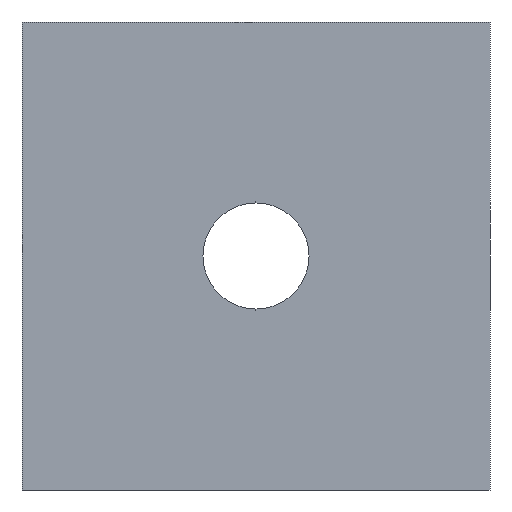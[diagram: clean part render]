
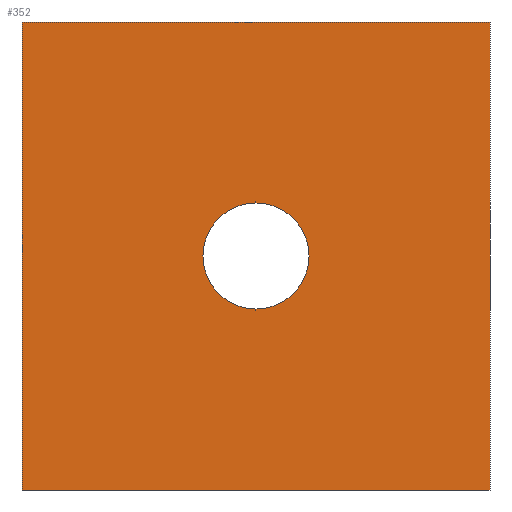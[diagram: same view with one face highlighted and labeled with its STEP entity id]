
A CAD part, left-side view. The second image highlights one B-rep face of the part: STEP entity #352.
In plain terms, the highlighted planar face has unit normal (-1, 0, 0).
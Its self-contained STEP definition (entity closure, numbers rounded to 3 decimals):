
#4 = LINE ( 'NONE', #247, #305 ) ;
#13 = CARTESIAN_POINT ( 'NONE',  ( 0., 0., -15. ) ) ;
#14 = VECTOR ( 'NONE', #102, 1000. ) ;
#17 = VERTEX_POINT ( 'NONE', #339 ) ;
#27 = CARTESIAN_POINT ( 'NONE',  ( 0., 30., -15. ) ) ;
#31 = CARTESIAN_POINT ( 'NONE',  ( 0., 0., 15. ) ) ;
#39 = LINE ( 'NONE', #190, #14 ) ;
#42 = CARTESIAN_POINT ( 'NONE',  ( 0., 15., 3.4 ) ) ;
#44 = DIRECTION ( 'NONE',  ( 0., 0., 1. ) ) ;
#77 = DIRECTION ( 'NONE',  ( 0., -1., 0. ) ) ;
#78 = CARTESIAN_POINT ( 'NONE',  ( 0., 15., 0. ) ) ;
#88 = CARTESIAN_POINT ( 'NONE',  ( 0., 15., 0. ) ) ;
#99 = CARTESIAN_POINT ( 'NONE',  ( 0., 0., 15. ) ) ;
#102 = DIRECTION ( 'NONE',  ( 0., 0., -1. ) ) ;
#103 = ORIENTED_EDGE ( 'NONE', *, *, #294, .F. ) ;
#109 = DIRECTION ( 'NONE',  ( -1., 0., 0. ) ) ;
#113 = DIRECTION ( 'NONE',  ( 0., 0., -1. ) ) ;
#117 = VERTEX_POINT ( 'NONE', #31 ) ;
#129 = LINE ( 'NONE', #99, #184 ) ;
#132 = VERTEX_POINT ( 'NONE', #27 ) ;
#134 = AXIS2_PLACEMENT_3D ( 'NONE', #88, #168, #113 ) ;
#136 = EDGE_LOOP ( 'NONE', ( #308, #293, #103, #359 ) ) ;
#153 = AXIS2_PLACEMENT_3D ( 'NONE', #296, #179, #373 ) ;
#159 = CARTESIAN_POINT ( 'NONE',  ( 0., 0., -15. ) ) ;
#166 = VERTEX_POINT ( 'NONE', #42 ) ;
#168 = DIRECTION ( 'NONE',  ( -1., 0., 0. ) ) ;
#171 = CIRCLE ( 'NONE', #134, 3.4 ) ;
#177 = VERTEX_POINT ( 'NONE', #159 ) ;
#179 = DIRECTION ( 'NONE',  ( 1., 0., 0. ) ) ;
#184 = VECTOR ( 'NONE', #77, 1000. ) ;
#189 = EDGE_CURVE ( 'NONE', #341, #117, #129, .T. ) ;
#190 = CARTESIAN_POINT ( 'NONE',  ( 0., 0., 15. ) ) ;
#222 = CIRCLE ( 'NONE', #342, 3.4 ) ;
#235 = ORIENTED_EDGE ( 'NONE', *, *, #389, .F. ) ;
#236 = DIRECTION ( 'NONE',  ( 0., 0., -1. ) ) ;
#239 = EDGE_CURVE ( 'NONE', #177, #132, #256, .T. ) ;
#247 = CARTESIAN_POINT ( 'NONE',  ( 0., 30., 15. ) ) ;
#254 = EDGE_CURVE ( 'NONE', #117, #177, #39, .T. ) ;
#256 = LINE ( 'NONE', #13, #258 ) ;
#258 = VECTOR ( 'NONE', #320, 1000. ) ;
#293 = ORIENTED_EDGE ( 'NONE', *, *, #189, .F. ) ;
#294 = EDGE_CURVE ( 'NONE', #132, #341, #4, .T. ) ;
#296 = CARTESIAN_POINT ( 'NONE',  ( 0., 0., 15. ) ) ;
#305 = VECTOR ( 'NONE', #44, 1000. ) ;
#307 = FACE_BOUND ( 'NONE', #396, .T. ) ;
#308 = ORIENTED_EDGE ( 'NONE', *, *, #254, .F. ) ;
#320 = DIRECTION ( 'NONE',  ( 0., 1., 0. ) ) ;
#339 = CARTESIAN_POINT ( 'NONE',  ( 0., 15., -3.4 ) ) ;
#341 = VERTEX_POINT ( 'NONE', #367 ) ;
#342 = AXIS2_PLACEMENT_3D ( 'NONE', #78, #109, #236 ) ;
#352 = ADVANCED_FACE ( 'NONE', ( #405, #307 ), #362, .F. ) ;
#359 = ORIENTED_EDGE ( 'NONE', *, *, #239, .F. ) ;
#362 = PLANE ( 'NONE',  #153 ) ;
#367 = CARTESIAN_POINT ( 'NONE',  ( 0., 30., 15. ) ) ;
#373 = DIRECTION ( 'NONE',  ( 0., 0., -1. ) ) ;
#377 = ORIENTED_EDGE ( 'NONE', *, *, #413, .F. ) ;
#389 = EDGE_CURVE ( 'NONE', #166, #17, #222, .T. ) ;
#396 = EDGE_LOOP ( 'NONE', ( #377, #235 ) ) ;
#405 = FACE_OUTER_BOUND ( 'NONE', #136, .T. ) ;
#413 = EDGE_CURVE ( 'NONE', #17, #166, #171, .T. ) ;
